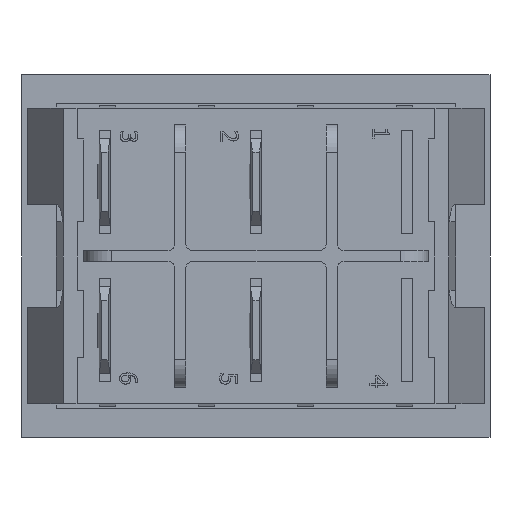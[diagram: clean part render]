
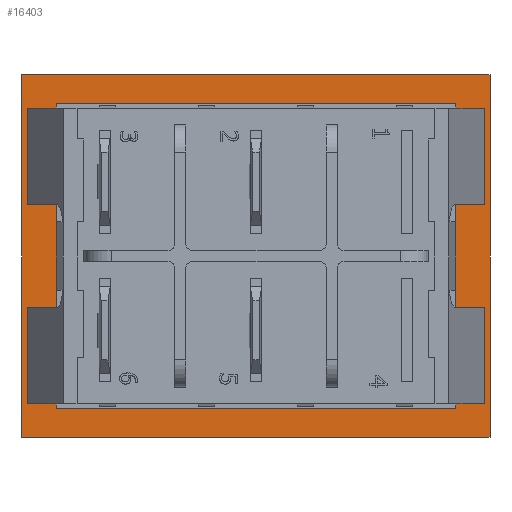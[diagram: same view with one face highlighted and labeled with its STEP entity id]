
A CAD part, front view. The second image highlights one B-rep face of the part: STEP entity #16403.
In plain terms, the highlighted planar face has unit normal (0, -1, 0).
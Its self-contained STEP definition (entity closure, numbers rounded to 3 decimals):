
#134=FACE_BOUND('',#1661,.T.);
#756=FACE_OUTER_BOUND('',#1660,.T.);
#1660=EDGE_LOOP('',(#11013,#11014,#11015,#11016));
#1661=EDGE_LOOP('',(#11017,#11018,#11019,#11020,#11021,#11022,#11023,#11024,
#11025,#11026,#11027,#11028,#11029,#11030,#11031,#11032,#11033,#11034,#11035,
#11036,#11037,#11038,#11039,#11040));
#2649=LINE('',#23253,#4702);
#2650=LINE('',#23255,#4703);
#2651=LINE('',#23257,#4704);
#2652=LINE('',#23258,#4705);
#2653=LINE('',#23261,#4706);
#2654=LINE('',#23263,#4707);
#2655=LINE('',#23265,#4708);
#2656=LINE('',#23267,#4709);
#2657=LINE('',#23269,#4710);
#2658=LINE('',#23271,#4711);
#2659=LINE('',#23273,#4712);
#2660=LINE('',#23275,#4713);
#2661=LINE('',#23277,#4714);
#2662=LINE('',#23279,#4715);
#2663=LINE('',#23281,#4716);
#2664=LINE('',#23283,#4717);
#2665=LINE('',#23285,#4718);
#2666=LINE('',#23287,#4719);
#2667=LINE('',#23289,#4720);
#2668=LINE('',#23291,#4721);
#2669=LINE('',#23293,#4722);
#2670=LINE('',#23295,#4723);
#2671=LINE('',#23297,#4724);
#2672=LINE('',#23299,#4725);
#2673=LINE('',#23301,#4726);
#2674=LINE('',#23303,#4727);
#2675=LINE('',#23305,#4728);
#2676=LINE('',#23306,#4729);
#4702=VECTOR('',#18646,10.);
#4703=VECTOR('',#18647,10.);
#4704=VECTOR('',#18648,10.);
#4705=VECTOR('',#18649,10.);
#4706=VECTOR('',#18650,10.);
#4707=VECTOR('',#18651,10.);
#4708=VECTOR('',#18652,10.);
#4709=VECTOR('',#18653,10.);
#4710=VECTOR('',#18654,10.);
#4711=VECTOR('',#18655,10.);
#4712=VECTOR('',#18656,10.);
#4713=VECTOR('',#18657,10.);
#4714=VECTOR('',#18658,10.);
#4715=VECTOR('',#18659,10.);
#4716=VECTOR('',#18660,10.);
#4717=VECTOR('',#18661,10.);
#4718=VECTOR('',#18662,10.);
#4719=VECTOR('',#18663,10.);
#4720=VECTOR('',#18664,10.);
#4721=VECTOR('',#18665,10.);
#4722=VECTOR('',#18666,10.);
#4723=VECTOR('',#18667,10.);
#4724=VECTOR('',#18668,10.);
#4725=VECTOR('',#18669,10.);
#4726=VECTOR('',#18670,10.);
#4727=VECTOR('',#18671,10.);
#4728=VECTOR('',#18672,10.);
#4729=VECTOR('',#18673,10.);
#6743=VERTEX_POINT('',#23251);
#6744=VERTEX_POINT('',#23252);
#6745=VERTEX_POINT('',#23254);
#6746=VERTEX_POINT('',#23256);
#6747=VERTEX_POINT('',#23259);
#6748=VERTEX_POINT('',#23260);
#6749=VERTEX_POINT('',#23262);
#6750=VERTEX_POINT('',#23264);
#6751=VERTEX_POINT('',#23266);
#6752=VERTEX_POINT('',#23268);
#6753=VERTEX_POINT('',#23270);
#6754=VERTEX_POINT('',#23272);
#6755=VERTEX_POINT('',#23274);
#6756=VERTEX_POINT('',#23276);
#6757=VERTEX_POINT('',#23278);
#6758=VERTEX_POINT('',#23280);
#6759=VERTEX_POINT('',#23282);
#6760=VERTEX_POINT('',#23284);
#6761=VERTEX_POINT('',#23286);
#6762=VERTEX_POINT('',#23288);
#6763=VERTEX_POINT('',#23290);
#6764=VERTEX_POINT('',#23292);
#6765=VERTEX_POINT('',#23294);
#6766=VERTEX_POINT('',#23296);
#6767=VERTEX_POINT('',#23298);
#6768=VERTEX_POINT('',#23300);
#6769=VERTEX_POINT('',#23302);
#6770=VERTEX_POINT('',#23304);
#8387=EDGE_CURVE('',#6743,#6744,#2649,.T.);
#8388=EDGE_CURVE('',#6744,#6745,#2650,.T.);
#8389=EDGE_CURVE('',#6745,#6746,#2651,.T.);
#8390=EDGE_CURVE('',#6746,#6743,#2652,.T.);
#8391=EDGE_CURVE('',#6747,#6748,#2653,.T.);
#8392=EDGE_CURVE('',#6749,#6747,#2654,.T.);
#8393=EDGE_CURVE('',#6750,#6749,#2655,.T.);
#8394=EDGE_CURVE('',#6750,#6751,#2656,.T.);
#8395=EDGE_CURVE('',#6752,#6751,#2657,.T.);
#8396=EDGE_CURVE('',#6752,#6753,#2658,.T.);
#8397=EDGE_CURVE('',#6754,#6753,#2659,.T.);
#8398=EDGE_CURVE('',#6755,#6754,#2660,.T.);
#8399=EDGE_CURVE('',#6756,#6755,#2661,.T.);
#8400=EDGE_CURVE('',#6756,#6757,#2662,.T.);
#8401=EDGE_CURVE('',#6757,#6758,#2663,.T.);
#8402=EDGE_CURVE('',#6758,#6759,#2664,.T.);
#8403=EDGE_CURVE('',#6760,#6759,#2665,.T.);
#8404=EDGE_CURVE('',#6761,#6760,#2666,.T.);
#8405=EDGE_CURVE('',#6762,#6761,#2667,.T.);
#8406=EDGE_CURVE('',#6762,#6763,#2668,.T.);
#8407=EDGE_CURVE('',#6764,#6763,#2669,.T.);
#8408=EDGE_CURVE('',#6764,#6765,#2670,.T.);
#8409=EDGE_CURVE('',#6766,#6765,#2671,.T.);
#8410=EDGE_CURVE('',#6767,#6766,#2672,.T.);
#8411=EDGE_CURVE('',#6768,#6767,#2673,.T.);
#8412=EDGE_CURVE('',#6768,#6769,#2674,.T.);
#8413=EDGE_CURVE('',#6769,#6770,#2675,.T.);
#8414=EDGE_CURVE('',#6770,#6748,#2676,.T.);
#11013=ORIENTED_EDGE('',*,*,#8387,.T.);
#11014=ORIENTED_EDGE('',*,*,#8388,.T.);
#11015=ORIENTED_EDGE('',*,*,#8389,.T.);
#11016=ORIENTED_EDGE('',*,*,#8390,.T.);
#11017=ORIENTED_EDGE('',*,*,#8391,.F.);
#11018=ORIENTED_EDGE('',*,*,#8392,.F.);
#11019=ORIENTED_EDGE('',*,*,#8393,.F.);
#11020=ORIENTED_EDGE('',*,*,#8394,.T.);
#11021=ORIENTED_EDGE('',*,*,#8395,.F.);
#11022=ORIENTED_EDGE('',*,*,#8396,.T.);
#11023=ORIENTED_EDGE('',*,*,#8397,.F.);
#11024=ORIENTED_EDGE('',*,*,#8398,.F.);
#11025=ORIENTED_EDGE('',*,*,#8399,.F.);
#11026=ORIENTED_EDGE('',*,*,#8400,.T.);
#11027=ORIENTED_EDGE('',*,*,#8401,.T.);
#11028=ORIENTED_EDGE('',*,*,#8402,.T.);
#11029=ORIENTED_EDGE('',*,*,#8403,.F.);
#11030=ORIENTED_EDGE('',*,*,#8404,.F.);
#11031=ORIENTED_EDGE('',*,*,#8405,.F.);
#11032=ORIENTED_EDGE('',*,*,#8406,.T.);
#11033=ORIENTED_EDGE('',*,*,#8407,.F.);
#11034=ORIENTED_EDGE('',*,*,#8408,.T.);
#11035=ORIENTED_EDGE('',*,*,#8409,.F.);
#11036=ORIENTED_EDGE('',*,*,#8410,.F.);
#11037=ORIENTED_EDGE('',*,*,#8411,.F.);
#11038=ORIENTED_EDGE('',*,*,#8412,.T.);
#11039=ORIENTED_EDGE('',*,*,#8413,.T.);
#11040=ORIENTED_EDGE('',*,*,#8414,.T.);
#15686=PLANE('',#17351);
#16403=ADVANCED_FACE('',(#756,#134),#15686,.T.);
#17351=AXIS2_PLACEMENT_3D('',#23250,#18644,#18645);
#18644=DIRECTION('center_axis',(0.,-1.,0.));
#18645=DIRECTION('ref_axis',(0.,0.,
1.));
#18646=DIRECTION('',(1.,0.,0.));
#18647=DIRECTION('',(0.,0.,1.));
#18648=DIRECTION('',(-1.,0.,0.));
#18649=DIRECTION('',(0.,0.,-1.));
#18650=DIRECTION('',(-1.,0.,0.));
#18651=DIRECTION('',(0.,0.,1.));
#18652=DIRECTION('',(1.,0.,0.));
#18653=DIRECTION('',(0.,0.,-1.));
#18654=DIRECTION('',(0.,0.,1.));
#18655=DIRECTION('',(0.,0.,-1.));
#18656=DIRECTION('',(-1.,0.,0.));
#18657=DIRECTION('',(0.,0.,1.));
#18658=DIRECTION('',(1.,0.,0.));
#18659=DIRECTION('',(0.,0.,-1.));
#18660=DIRECTION('',(-1.,0.,0.));
#18661=DIRECTION('',(0.,0.,1.));
#18662=DIRECTION('',(1.,0.,0.));
#18663=DIRECTION('',(0.,0.,-1.));
#18664=DIRECTION('',(-1.,0.,0.));
#18665=DIRECTION('',(0.,0.,1.));
#18666=DIRECTION('',(0.,0.,-1.));
#18667=DIRECTION('',(0.,0.,1.));
#18668=DIRECTION('',(1.,0.,0.));
#18669=DIRECTION('',(0.,0.,-1.));
#18670=DIRECTION('',(-1.,0.,0.));
#18671=DIRECTION('',(0.,0.,1.));
#18672=DIRECTION('',(1.,0.,0.));
#18673=DIRECTION('',(0.,0.,-1.));
#23250=CARTESIAN_POINT('Origin',(8.5,15.75,-6.575));
#23251=CARTESIAN_POINT('',(-17.,15.75,-13.15));
#23252=CARTESIAN_POINT('',(17.,15.75,-13.15));
#23253=CARTESIAN_POINT('',(-17.,15.75,-13.15));
#23254=CARTESIAN_POINT('',(17.,15.75,13.15));
#23255=CARTESIAN_POINT('',(17.,15.75,-13.15));
#23256=CARTESIAN_POINT('',(-17.,15.75,13.15));
#23257=CARTESIAN_POINT('',(17.,15.75,13.15));
#23258=CARTESIAN_POINT('',(-17.,15.75,13.15));
#23259=CARTESIAN_POINT('',(14.964,15.75,10.75));
#23260=CARTESIAN_POINT('',(14.5,15.75,10.75));
#23261=CARTESIAN_POINT('',(11.651,15.75,10.75));
#23262=CARTESIAN_POINT('',(14.964,15.75,3.75));
#23263=CARTESIAN_POINT('',(14.964,15.75,2.088));
#23264=CARTESIAN_POINT('',(14.5,15.75,3.75));
#23265=CARTESIAN_POINT('',(14.75,15.75,3.75));
#23266=CARTESIAN_POINT('',(14.5,15.75,2.5));
#23267=CARTESIAN_POINT('',(14.5,15.75,11.05));
#23268=CARTESIAN_POINT('',(14.5,15.75,-2.5));
#23269=CARTESIAN_POINT('',(14.5,15.75,-3.288));
#23270=CARTESIAN_POINT('',(14.5,15.75,-3.75));
#23271=CARTESIAN_POINT('',(14.5,15.75,11.05));
#23272=CARTESIAN_POINT('',(14.964,15.75,-3.75));
#23273=CARTESIAN_POINT('',(14.75,15.75,-3.75));
#23274=CARTESIAN_POINT('',(14.964,15.75,-10.75));
#23275=CARTESIAN_POINT('',(14.964,15.75,-8.663));
#23276=CARTESIAN_POINT('',(14.5,15.75,-10.75));
#23277=CARTESIAN_POINT('',(11.651,15.75,-10.75));
#23278=CARTESIAN_POINT('',(14.5,15.75,-11.05));
#23279=CARTESIAN_POINT('',(14.5,15.75,11.05));
#23280=CARTESIAN_POINT('',(-14.5,15.75,-11.05));
#23281=CARTESIAN_POINT('',(14.5,15.75,-11.05));
#23282=CARTESIAN_POINT('',(-14.5,15.75,-10.75));
#23283=CARTESIAN_POINT('',(-14.5,15.75,-11.05));
#23284=CARTESIAN_POINT('',(-14.964,15.75,-10.75));
#23285=CARTESIAN_POINT('',(-3.151,15.75,-10.75));
#23286=CARTESIAN_POINT('',(-14.964,15.75,-3.75));
#23287=CARTESIAN_POINT('',(-14.964,15.75,-8.663));
#23288=CARTESIAN_POINT('',(-14.5,15.75,-3.75));
#23289=CARTESIAN_POINT('',(-6.25,15.75,-3.75));
#23290=CARTESIAN_POINT('',(-14.5,15.75,-2.5));
#23291=CARTESIAN_POINT('',(-14.5,15.75,-11.05));
#23292=CARTESIAN_POINT('',(-14.5,15.75,2.5));
#23293=CARTESIAN_POINT('',(-14.5,15.75,-3.288));
#23294=CARTESIAN_POINT('',(-14.5,15.75,3.75));
#23295=CARTESIAN_POINT('',(-14.5,15.75,-11.05));
#23296=CARTESIAN_POINT('',(-14.964,15.75,3.75));
#23297=CARTESIAN_POINT('',(-6.25,15.75,3.75));
#23298=CARTESIAN_POINT('',(-14.964,15.75,10.75));
#23299=CARTESIAN_POINT('',(-14.964,15.75,2.088));
#23300=CARTESIAN_POINT('',(-14.5,15.75,10.75));
#23301=CARTESIAN_POINT('',(-3.151,15.75,10.75));
#23302=CARTESIAN_POINT('',(-14.5,15.75,11.05));
#23303=CARTESIAN_POINT('',(-14.5,15.75,-11.05));
#23304=CARTESIAN_POINT('',(14.5,15.75,11.05));
#23305=CARTESIAN_POINT('',(-14.5,15.75,11.05));
#23306=CARTESIAN_POINT('',(14.5,15.75,11.05));
